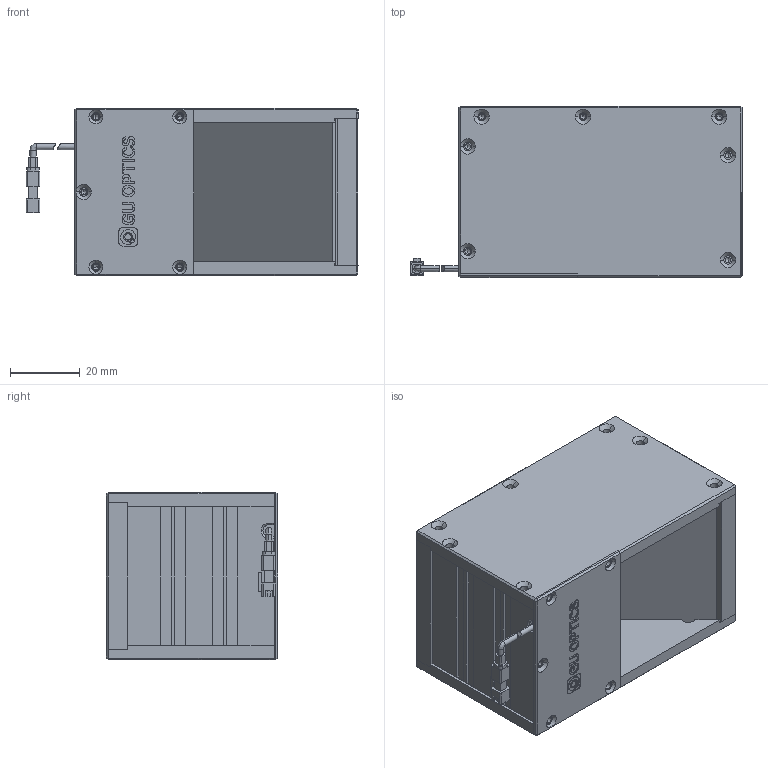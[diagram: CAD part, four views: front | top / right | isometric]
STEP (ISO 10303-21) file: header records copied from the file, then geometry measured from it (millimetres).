
FILE_DESCRIPTION (( 'STEP AP214' ), '1' );
FILE_NAME ('蓝色同轴光源 有效发光面 4140mm.STEP', '2019-01-31T05:55:47', ( 'user' ), ( '微软中国' ), 'SwSTEP 2.0', 'SolidWorks 2016', '' );
FILE_SCHEMA (( 'AUTOMOTIVE_DESIGN' ));
Length unit declared in the file: millimetre
Products named in the file (1): 蓝色同轴光源 有效发光面 4140mm
Bounding box: 95 x 49 x 48 mm (x, y, z)
Volume: 67116.8 mm3; surface area: 51800.6 mm2
Topology: 11 solids, 11 shells, 631 faces, 1656 edges, 1045 vertices
Faces by surface type: plane 315, cylinder 156, cone 99, bspline 61
Entity records: 26651 total; most frequent: CARTESIAN_POINT 4322, ORIENTED_EDGE 3200, DIRECTION 3022, EDGE_CURVE 1600, VECTOR 1064, LINE 1064, VERTEX_POINT 1045, AXIS2_PLACEMENT_3D 979
